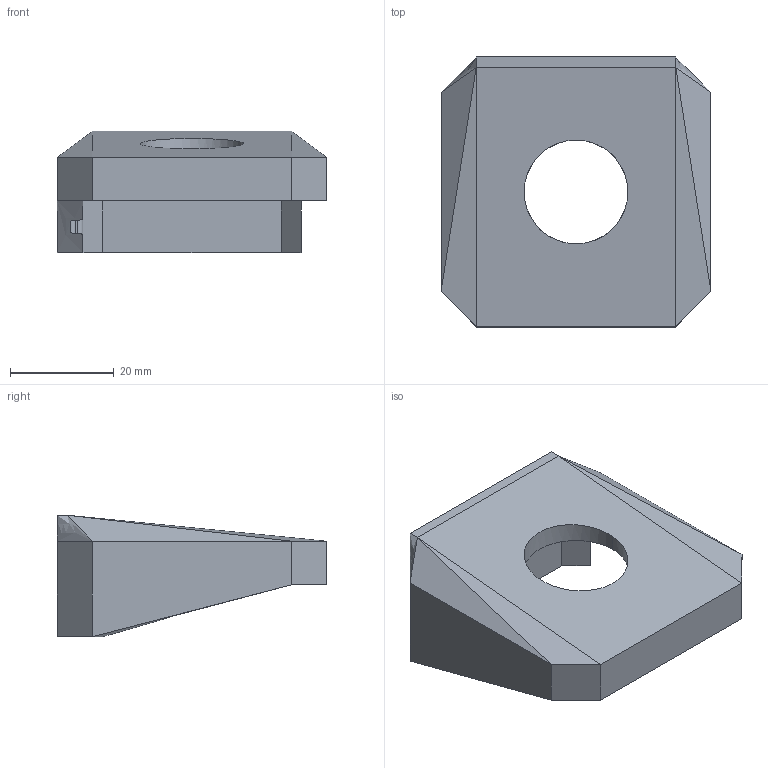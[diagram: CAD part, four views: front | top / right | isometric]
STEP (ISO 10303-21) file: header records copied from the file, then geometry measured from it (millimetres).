
FILE_DESCRIPTION (( 'USING AP203' ), '1' );
FILE_NAME ('x-wire-support-nema17.STEP', '2024-07-05T14:48:32', ( '' ), ( '' ), '', '', '' );
FILE_SCHEMA (( 'CONFIG_CONTROL_DESIGN' ));
Length unit declared in the file: millimetre
Products named in the file (1): x-wire-support-nema17
Bounding box: 52 x 52 x 23.4 mm (x, y, z)
Volume: 15952.4 mm3; surface area: 9890.4 mm2
Topology: 1 solids, 1 shells, 55 faces, 150 edges, 97 vertices
Faces by surface type: plane 46, cylinder 6, bspline 3
Entity records: 1865 total; most frequent: CARTESIAN_POINT 434, ORIENTED_EDGE 300, DIRECTION 241, EDGE_CURVE 150, VECTOR 123, LINE 123, VERTEX_POINT 97, EDGE_LOOP 61
